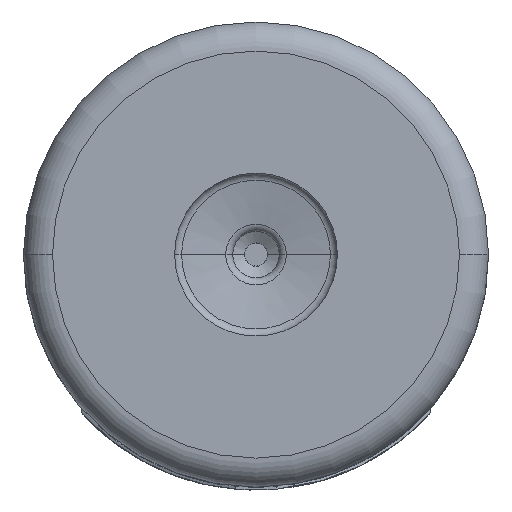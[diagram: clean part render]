
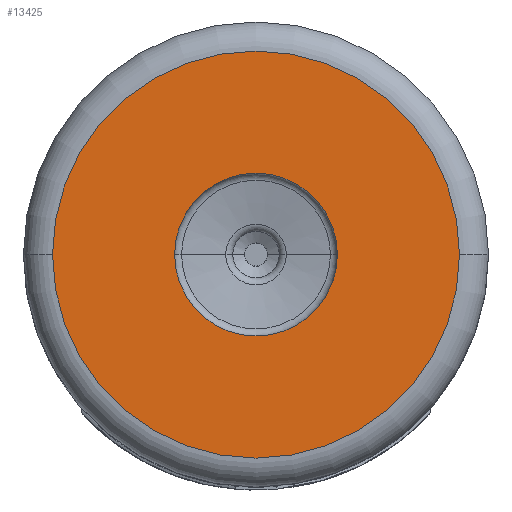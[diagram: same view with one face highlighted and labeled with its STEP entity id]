
A CAD part, front view. The second image highlights one B-rep face of the part: STEP entity #13425.
In plain terms, the highlighted planar face has unit normal (0, -1, 0).
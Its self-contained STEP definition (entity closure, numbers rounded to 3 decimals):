
#1964=CARTESIAN_POINT('',(0.,-33.054,0.));
#1965=DIRECTION('',(0.,-1.,0.));
#1966=DIRECTION('',(1.,0.,0.));
#1967=AXIS2_PLACEMENT_3D('',#1964,#1965,#1966);
#1979=CARTESIAN_POINT('',(0.,-33.054,0.));
#1980=DIRECTION('',(0.,-1.,0.));
#1981=DIRECTION('',(-1.,0.,0.));
#1982=AXIS2_PLACEMENT_3D('',#1979,#1980,#1981);
#1984=CARTESIAN_POINT('',(0.,-33.054,0.));
#1985=DIRECTION('',(0.,-1.,0.));
#1986=DIRECTION('',(1.,0.,0.));
#1987=AXIS2_PLACEMENT_3D('',#1984,#1985,#1986);
#1989=CARTESIAN_POINT('',(0.,-33.054,0.));
#1990=DIRECTION('',(0.,-1.,0.));
#1991=DIRECTION('',(-1.,0.,0.));
#1992=AXIS2_PLACEMENT_3D('',#1989,#1990,#1991);
#11407=CARTESIAN_POINT('',(-1.4,-33.054,0.));
#11408=CARTESIAN_POINT('',(1.4,-33.054,0.));
#11409=VERTEX_POINT('',#11407);
#11410=VERTEX_POINT('',#11408);
#11411=CARTESIAN_POINT('',(3.5,-33.054,0.));
#11412=CARTESIAN_POINT('',(-3.5,-33.054,0.));
#11413=VERTEX_POINT('',#11411);
#11414=VERTEX_POINT('',#11412);
#13409=CARTESIAN_POINT('',(0.,-33.054,0.));
#13410=DIRECTION('',(0.,1.,0.));
#13411=DIRECTION('',(1.,0.,0.));
#13412=AXIS2_PLACEMENT_3D('',#13409,#13410,#13411);
#13413=PLANE('',#13412);
#13414=ORIENTED_EDGE('',*,*,#13399,.F.);
#13416=ORIENTED_EDGE('',*,*,#13415,.F.);
#13417=EDGE_LOOP('',(#13414,#13416));
#13418=FACE_OUTER_BOUND('',#13417,.F.);
#13420=ORIENTED_EDGE('',*,*,#13419,.T.);
#13422=ORIENTED_EDGE('',*,*,#13421,.T.);
#13423=EDGE_LOOP('',(#13420,#13422));
#13424=FACE_BOUND('',#13423,.F.);
#13425=ADVANCED_FACE('',(#13418,#13424),#13413,.F.);
#1968=CIRCLE('',#1967,3.5);
#1983=CIRCLE('',#1982,1.4);
#1988=CIRCLE('',#1987,1.4);
#1993=CIRCLE('',#1992,3.5);
#13399=EDGE_CURVE('',#11413,#11414,#1968,.T.);
#13415=EDGE_CURVE('',#11414,#11413,#1993,.T.);
#13419=EDGE_CURVE('',#11409,#11410,#1983,.T.);
#13421=EDGE_CURVE('',#11410,#11409,#1988,.T.);
